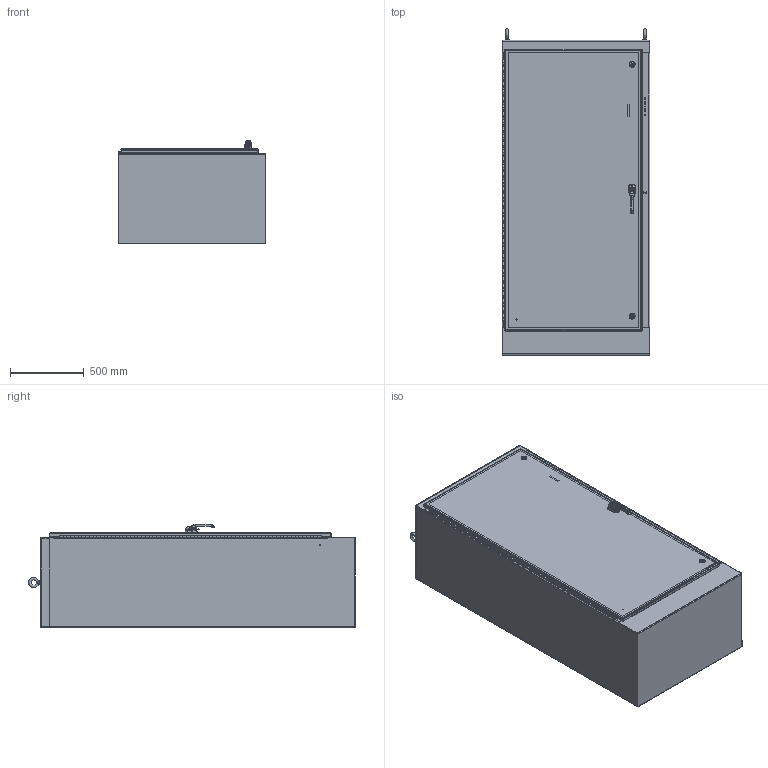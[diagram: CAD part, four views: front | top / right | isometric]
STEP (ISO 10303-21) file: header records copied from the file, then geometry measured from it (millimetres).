
FILE_DESCRIPTION(/* description */ ('WA_XM_SSN4, FREE-STANDING, DISC., 304 S.S., 84x39.5x24'),/* implementation_level */ '2;1');
FILE_NAME(/* name */ 'WA84XM3924SSN4.stp',/* time_stamp */ '2021-03-22T09:28:24-05:00',/* author */ ('kadelman'),/* organization */ (''),/* preprocessor_version */ 'ST-DEVELOPER v18.1',/* originating_system */ 'Autodesk Inventor 2020',/* authorisation */ '');
FILE_SCHEMA (('AUTOMOTIVE_DESIGN { 1 0 10303 214 3 1 1 }'));
Products named in the file (86): WA84XM3924SSN4; WA84XM3924SSN4BLS; WAXM3924SSN4TOP; WAXM3924SSN4BTM; FUN00123; WAXM24SSN4LEA; 316298; HFW3026; 349131; 38714; WA84XM39SSN4DR; WA84XM39SSN4DR_1; LARGE_DOOR_ROD_ASSM-37030; HFW31712; 1091-903_AF0; 1091-903_AF0_1; 1091-903_AF0_2; PLASTIC-ROLLER-CAM_AF0_ASM; PLASTIC-ROLLER-CAM_AF1; 7379-M6-8X25_AF0; LOCK-NUT_AF0; SUPPORT-ROLL_AF0; 1091-BR11_AF0; 37030; ANSI B18.6.3 - 3/8-16 UNC - 1.75; HFW3762; 31215; 3862; HFW32452; 1091-73; 1091-B9_ASM; 1091-74; 1091-74-01; 1091-75; DIN3771_16X2_5; 2100-11; 1091-76; D125B_10_5; DIN985_M10; 1000-02 ...
Assembly tree (125 placements, depth 6):
  WA84XM3924SSN4
    WA84XM3924SSN4BLS
    WAXM3924SSN4TOP
    WAXM3924SSN4BTM
    FUN00123
    WAXM24SSN4LEA  x2
    316298  x2
    HFW3026  x2
    349131  x2
    38714  x2
    WA84XM39SSN4DR
      WA84XM39SSN4DR_1
      LARGE_DOOR_ROD_ASSM-37030
        HFW31712
          1091-903_AF0
            1091-903_AF0_1
            1091-903_AF0_2
          PLASTIC-ROLLER-CAM_AF0_ASM
            PLASTIC-ROLLER-CAM_AF1
            7379-M6-8X25_AF0
            LOCK-NUT_AF0
          SUPPORT-ROLL_AF0
          1091-BR11_AF0
        37030  x2
        ANSI B18.6.3 - 3/8-16 UNC - 1.75  x2
        HFW3762  x4
        31215  x2
        3862  x2
      HFW32452
        1091-73
        1091-B9_ASM
          1091-74
          1091-74-01
        1091-75
        DIN3771_16X2_5
        2100-11
        1091-76
        D125B_10_5
        DIN985_M10
        1000-02
        1225-05
        1000-277-01  x2
        D7_2H11X20
        DIN1472_3X8_14301
        1109-22
        1091-77
        1125-94
        1121-85
      38846  x3
      HFW312002  x2
        CP10184202R01_Standard
          CP10184202R01_Deep Recess
          CP10184202R03 MODIFY
        CP10184202R02
        CP10184202R04
          _22030_0932_Spring_Plunger__1_b_2
          _22030_0932_Spring_Plunger__1_a_4
    328131
      328131T
      328131L
Bounding box: 1003.3 x 2216.09 x 702.08 mm (x, y, z)
Volume: 30462291.3 mm3; surface area: 21714985.5 mm2
Topology: 117 solids, 117 shells, 4649 faces, 11722 edges, 7350 vertices
Faces by surface type: plane 1974, cylinder 1419, bspline 578, torus 322, cone 218, sphere 138
Full cylindrical faces by diameter (mm): 1.5 x2, 2 x1, 2.2 x1, 2.5 x1, 3 x4, 3.1 x2, 3.15 x1, 3.175 x2, 3.5 x3, 3.9 x1, 3.962 x6, 4 x1, 4.2 x2, 4.5 x2, 4.762 x1, 4.773 x2, 4.825 x10, 4.978 x3, 5 x6, 5.16 x20, 5.2 x1, 5.4 x3, 6 x5, 6.128 x2, 6.172 x2, 6.35 x29, 6.41 x2, 6.535 x16, 6.604 x2, 7.112 x2
Entity records: 160214 total; most frequent: CARTESIAN_POINT 75377, DIRECTION 17079, ORIENTED_EDGE 16948, EDGE_CURVE 8474, AXIS2_PLACEMENT_3D 6370, VERTEX_POINT 5316, LINE 4339, VECTOR 4339
